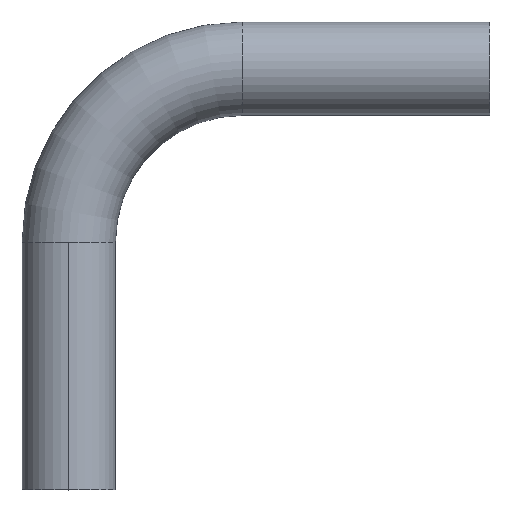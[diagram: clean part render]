
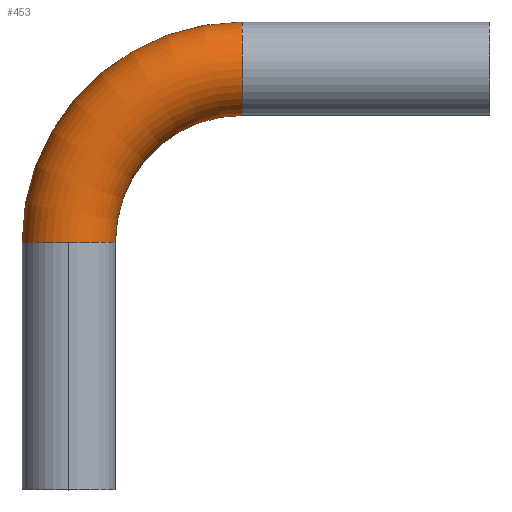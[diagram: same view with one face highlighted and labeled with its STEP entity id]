
A CAD part, top view. The second image highlights one B-rep face of the part: STEP entity #453.
In plain terms, the highlighted toroidal (fillet/blend) face has major radius 70 mm and minor radius 18.85 mm.
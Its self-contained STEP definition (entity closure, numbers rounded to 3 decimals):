
#1 = DIRECTION ( 'NONE',  ( 0., 0., -1. ) ) ;
#9 = AXIS2_PLACEMENT_3D ( 'NONE', #219, #344, #369 ) ;
#15 = DIRECTION ( 'NONE',  ( 0., -1., 0. ) ) ;
#17 = EDGE_CURVE ( 'NONE', #484, #477, #359, .T. ) ;
#32 = CARTESIAN_POINT ( 'NONE',  ( 0., 100., 0. ) ) ;
#34 = DIRECTION ( 'NONE',  ( 0., -1., 0. ) ) ;
#47 = CARTESIAN_POINT ( 'NONE',  ( 18.85, 100., 0. ) ) ;
#52 = DIRECTION ( 'NONE',  ( 0., 0., -1. ) ) ;
#56 = CARTESIAN_POINT ( 'NONE',  ( 70., 188.85, 0. ) ) ;
#58 = AXIS2_PLACEMENT_3D ( 'NONE', #32, #34, #180 ) ;
#81 = AXIS2_PLACEMENT_3D ( 'NONE', #476, #15, #392 ) ;
#118 = CARTESIAN_POINT ( 'NONE',  ( 70., 100., 0. ) ) ;
#120 = CIRCLE ( 'NONE', #81, 18.85 ) ;
#135 = DIRECTION ( 'NONE',  ( -1., 0., 0. ) ) ;
#136 = EDGE_CURVE ( 'NONE', #347, #484, #120, .T. ) ;
#151 = DIRECTION ( 'NONE',  ( -1., 0., 0. ) ) ;
#153 = EDGE_CURVE ( 'NONE', #326, #477, #247, .T. ) ;
#172 = CARTESIAN_POINT ( 'NONE',  ( 70., 170., 0. ) ) ;
#180 = DIRECTION ( 'NONE',  ( 0., 0., 1. ) ) ;
#184 = CARTESIAN_POINT ( 'NONE',  ( 0., 100., 18.85 ) ) ;
#187 = CIRCLE ( 'NONE', #9, 51.15 ) ;
#193 = ORIENTED_EDGE ( 'NONE', *, *, #17, .F. ) ;
#202 = FACE_OUTER_BOUND ( 'NONE', #405, .T. ) ;
#218 = ORIENTED_EDGE ( 'NONE', *, *, #318, .F. ) ;
#219 = CARTESIAN_POINT ( 'NONE',  ( 70., 100., 0. ) ) ;
#247 = CIRCLE ( 'NONE', #269, 18.85 ) ;
#269 = AXIS2_PLACEMENT_3D ( 'NONE', #172, #135, #288 ) ;
#285 = EDGE_CURVE ( 'NONE', #459, #326, #187, .T. ) ;
#288 = DIRECTION ( 'NONE',  ( 0., -1., 0. ) ) ;
#318 = EDGE_CURVE ( 'NONE', #459, #347, #379, .T. ) ;
#320 = DIRECTION ( 'NONE',  ( -1., 0., 0. ) ) ;
#324 = ORIENTED_EDGE ( 'NONE', *, *, #136, .F. ) ;
#326 = VERTEX_POINT ( 'NONE', #406 ) ;
#344 = DIRECTION ( 'NONE',  ( 0., 0., -1. ) ) ;
#347 = VERTEX_POINT ( 'NONE', #184 ) ;
#359 = CIRCLE ( 'NONE', #462, 88.85 ) ;
#369 = DIRECTION ( 'NONE',  ( -1., 0., 0. ) ) ;
#379 = CIRCLE ( 'NONE', #58, 18.85 ) ;
#391 = CARTESIAN_POINT ( 'NONE',  ( 70., 100., 0. ) ) ;
#392 = DIRECTION ( 'NONE',  ( 0., 0., 1. ) ) ;
#402 = ORIENTED_EDGE ( 'NONE', *, *, #285, .T. ) ;
#405 = EDGE_LOOP ( 'NONE', ( #193, #324, #218, #402, #468 ) ) ;
#406 = CARTESIAN_POINT ( 'NONE',  ( 70., 151.15, 0. ) ) ;
#408 = AXIS2_PLACEMENT_3D ( 'NONE', #391, #52, #320 ) ;
#428 = CARTESIAN_POINT ( 'NONE',  ( -18.85, 100., 0. ) ) ;
#453 = ADVANCED_FACE ( 'NONE', ( #202 ), #481, .T. ) ;
#459 = VERTEX_POINT ( 'NONE', #47 ) ;
#462 = AXIS2_PLACEMENT_3D ( 'NONE', #118, #1, #151 ) ;
#468 = ORIENTED_EDGE ( 'NONE', *, *, #153, .T. ) ;
#476 = CARTESIAN_POINT ( 'NONE',  ( 0., 100., 0. ) ) ;
#477 = VERTEX_POINT ( 'NONE', #56 ) ;
#481 = TOROIDAL_SURFACE ( 'NONE', #408, 70., 18.85 ) ;
#484 = VERTEX_POINT ( 'NONE', #428 ) ;
